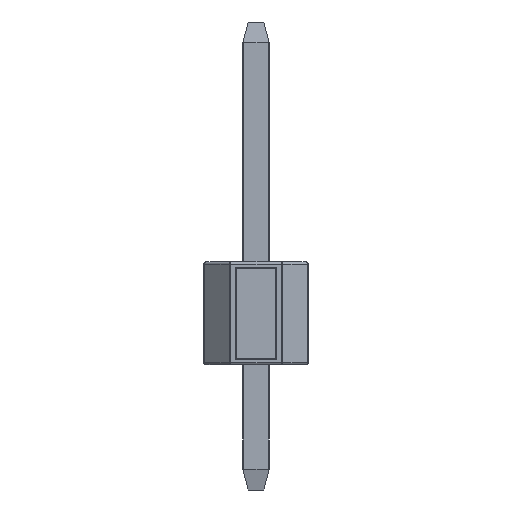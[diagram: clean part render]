
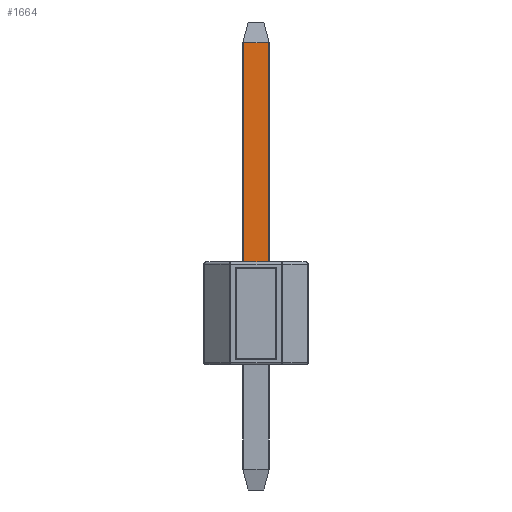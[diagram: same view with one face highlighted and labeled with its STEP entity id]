
A CAD part, left-side view. The second image highlights one B-rep face of the part: STEP entity #1664.
In plain terms, the highlighted planar face has unit normal (-1, 0, 0).
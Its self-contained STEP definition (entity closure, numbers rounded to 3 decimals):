
#315=FACE_OUTER_BOUND('',#409,.T.);
#409=EDGE_LOOP('',(#1354,#1355,#1356,#1357));
#518=LINE('',#2738,#658);
#541=LINE('',#2786,#681);
#542=LINE('',#2788,#682);
#543=LINE('',#2789,#683);
#658=VECTOR('',#2250,10.);
#681=VECTOR('',#2301,10.);
#682=VECTOR('',#2302,10.);
#683=VECTOR('',#2303,10.);
#722=VERTEX_POINT('',#2479);
#725=VERTEX_POINT('',#2486);
#804=VERTEX_POINT('',#2785);
#805=VERTEX_POINT('',#2787);
#974=EDGE_CURVE('',#725,#722,#518,.T.);
#997=EDGE_CURVE('',#804,#722,#541,.T.);
#998=EDGE_CURVE('',#805,#804,#542,.T.);
#999=EDGE_CURVE('',#725,#805,#543,.T.);
#1354=ORIENTED_EDGE('',*,*,#974,.T.);
#1355=ORIENTED_EDGE('',*,*,#997,.F.);
#1356=ORIENTED_EDGE('',*,*,#998,.F.);
#1357=ORIENTED_EDGE('',*,*,#999,.F.);
#1487=PLANE('',#1864);
#1664=ADVANCED_FACE('',(#315),#1487,.T.);
#1864=AXIS2_PLACEMENT_3D('',#2784,#2299,#2300);
#2250=DIRECTION('',(0.,-1.,0.));
#2299=DIRECTION('center_axis',(-1.,0.,0.));
#2300=DIRECTION('ref_axis',(0.,0.,1.));
#2301=DIRECTION('',(0.,0.,-1.));
#2302=DIRECTION('',(0.,-1.,0.));
#2303=DIRECTION('',(0.,0.,1.));
#2479=CARTESIAN_POINT('',(-0.32,-0.297,2.5));
#2486=CARTESIAN_POINT('',(-0.32,0.292,2.5));
#2738=CARTESIAN_POINT('',(-0.32,-0.003,2.5));
#2784=CARTESIAN_POINT('Origin',(-0.32,-0.003,2.645));
#2785=CARTESIAN_POINT('',(-0.32,-0.297,7.832));
#2786=CARTESIAN_POINT('',(-0.32,-0.297,5.493));
#2787=CARTESIAN_POINT('',(-0.32,0.292,7.832));
#2788=CARTESIAN_POINT('',(-0.32,0.158,7.832));
#2789=CARTESIAN_POINT('',(-0.32,0.292,-0.202));
